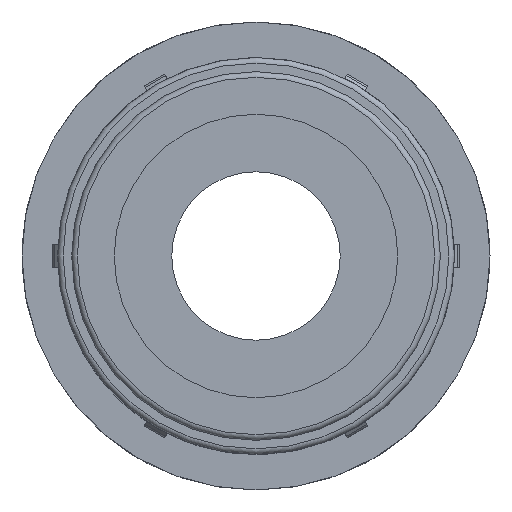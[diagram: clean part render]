
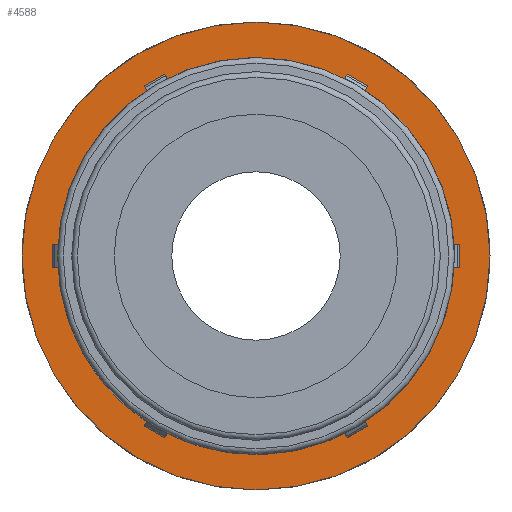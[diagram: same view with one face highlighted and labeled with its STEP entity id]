
A CAD part, left-side view. The second image highlights one B-rep face of the part: STEP entity #4588.
In plain terms, the highlighted planar face has unit normal (-1, 0, 0).
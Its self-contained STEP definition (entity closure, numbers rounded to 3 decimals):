
#49=FACE_BOUND('',#888,.T.);
#292=CIRCLE('',#4948,19.795);
#293=CIRCLE('',#4950,19.795);
#294=CIRCLE('',#4952,19.795);
#295=CIRCLE('',#4954,19.795);
#296=CIRCLE('',#4956,19.795);
#333=CIRCLE('',#5042,25.);
#334=CIRCLE('',#5043,19.795);
#613=FACE_OUTER_BOUND('',#887,.T.);
#887=EDGE_LOOP('',(#4112));
#888=EDGE_LOOP('',(#4113,#4114,#4115,#4116,#4117,#4118,#4119,#4120,#4121,
#4122,#4123,#4124,#4125,#4126,#4127,#4128,#4129,#4130,#4131,#4132,#4133,
#4134,#4135,#4136));
#938=LINE('',#6533,#1292);
#956=LINE('',#6602,#1310);
#968=LINE('',#6636,#1322);
#997=LINE('',#6827,#1351);
#1015=LINE('',#6896,#1369);
#1027=LINE('',#6930,#1381);
#1056=LINE('',#7121,#1410);
#1074=LINE('',#7190,#1428);
#1086=LINE('',#7224,#1440);
#1115=LINE('',#7415,#1469);
#1133=LINE('',#7484,#1487);
#1145=LINE('',#7518,#1499);
#1174=LINE('',#7709,#1528);
#1192=LINE('',#7778,#1546);
#1204=LINE('',#7812,#1558);
#1225=LINE('',#8119,#1579);
#1233=LINE('',#8143,#1587);
#1238=LINE('',#8156,#1592);
#1292=VECTOR('',#5138,0.04);
#1310=VECTOR('',#5186,0.04);
#1322=VECTOR('',#5220,2.5);
#1351=VECTOR('',#5293,0.04);
#1369=VECTOR('',#5341,0.04);
#1381=VECTOR('',#5375,2.5);
#1410=VECTOR('',#5448,0.04);
#1428=VECTOR('',#5496,0.04);
#1440=VECTOR('',#5530,2.5);
#1469=VECTOR('',#5603,0.04);
#1487=VECTOR('',#5651,0.04);
#1499=VECTOR('',#5685,2.5);
#1528=VECTOR('',#5758,0.04);
#1546=VECTOR('',#5806,0.04);
#1558=VECTOR('',#5840,2.5);
#1579=VECTOR('',#6113,2.5);
#1587=VECTOR('',#6133,0.04);
#1592=VECTOR('',#6146,0.04);
#1752=VERTEX_POINT('',#6528);
#1753=VERTEX_POINT('',#6532);
#1780=VERTEX_POINT('',#6599);
#1781=VERTEX_POINT('',#6601);
#1822=VERTEX_POINT('',#6822);
#1823=VERTEX_POINT('',#6826);
#1850=VERTEX_POINT('',#6893);
#1851=VERTEX_POINT('',#6895);
#1892=VERTEX_POINT('',#7116);
#1893=VERTEX_POINT('',#7120);
#1920=VERTEX_POINT('',#7187);
#1921=VERTEX_POINT('',#7189);
#1962=VERTEX_POINT('',#7410);
#1963=VERTEX_POINT('',#7414);
#1990=VERTEX_POINT('',#7481);
#1991=VERTEX_POINT('',#7483);
#2032=VERTEX_POINT('',#7704);
#2033=VERTEX_POINT('',#7708);
#2060=VERTEX_POINT('',#7775);
#2061=VERTEX_POINT('',#7777);
#2094=VERTEX_POINT('',#8067);
#2108=VERTEX_POINT('',#8116);
#2109=VERTEX_POINT('',#8118);
#2123=VERTEX_POINT('',#8155);
#2149=VERTEX_POINT('',#8273);
#2207=EDGE_CURVE('',#1753,#1752,#938,.T.);
#2238=EDGE_CURVE('',#1781,#1780,#956,.T.);
#2252=EDGE_CURVE('',#1780,#1753,#968,.T.);
#2304=EDGE_CURVE('',#1823,#1822,#997,.T.);
#2335=EDGE_CURVE('',#1851,#1850,#1015,.T.);
#2349=EDGE_CURVE('',#1850,#1823,#1027,.T.);
#2401=EDGE_CURVE('',#1893,#1892,#1056,.T.);
#2432=EDGE_CURVE('',#1921,#1920,#1074,.T.);
#2446=EDGE_CURVE('',#1920,#1893,#1086,.T.);
#2498=EDGE_CURVE('',#1963,#1962,#1115,.T.);
#2529=EDGE_CURVE('',#1991,#1990,#1133,.T.);
#2543=EDGE_CURVE('',#1990,#1963,#1145,.T.);
#2595=EDGE_CURVE('',#2033,#2032,#1174,.T.);
#2626=EDGE_CURVE('',#2061,#2060,#1192,.T.);
#2640=EDGE_CURVE('',#2060,#2033,#1204,.T.);
#2728=EDGE_CURVE('',#2094,#2061,#292,.T.);
#2730=EDGE_CURVE('',#2032,#1991,#293,.T.);
#2731=EDGE_CURVE('',#1962,#1921,#294,.T.);
#2732=EDGE_CURVE('',#1892,#1851,#295,.T.);
#2733=EDGE_CURVE('',#1822,#1781,#296,.T.);
#2752=EDGE_CURVE('',#2109,#2108,#1225,.T.);
#2765=EDGE_CURVE('',#2108,#2094,#1233,.T.);
#2771=EDGE_CURVE('',#2123,#2109,#1238,.T.);
#2822=EDGE_CURVE('',#2149,#2149,#333,.T.);
#2823=EDGE_CURVE('',#1752,#2123,#334,.T.);
#4112=ORIENTED_EDGE('',*,*,#2822,.F.);
#4113=ORIENTED_EDGE('',*,*,#2207,.T.);
#4114=ORIENTED_EDGE('',*,*,#2823,.T.);
#4115=ORIENTED_EDGE('',*,*,#2771,.T.);
#4116=ORIENTED_EDGE('',*,*,#2752,.T.);
#4117=ORIENTED_EDGE('',*,*,#2765,.T.);
#4118=ORIENTED_EDGE('',*,*,#2728,.T.);
#4119=ORIENTED_EDGE('',*,*,#2626,.T.);
#4120=ORIENTED_EDGE('',*,*,#2640,.T.);
#4121=ORIENTED_EDGE('',*,*,#2595,.T.);
#4122=ORIENTED_EDGE('',*,*,#2730,.T.);
#4123=ORIENTED_EDGE('',*,*,#2529,.T.);
#4124=ORIENTED_EDGE('',*,*,#2543,.T.);
#4125=ORIENTED_EDGE('',*,*,#2498,.T.);
#4126=ORIENTED_EDGE('',*,*,#2731,.T.);
#4127=ORIENTED_EDGE('',*,*,#2432,.T.);
#4128=ORIENTED_EDGE('',*,*,#2446,.T.);
#4129=ORIENTED_EDGE('',*,*,#2401,.T.);
#4130=ORIENTED_EDGE('',*,*,#2732,.T.);
#4131=ORIENTED_EDGE('',*,*,#2335,.T.);
#4132=ORIENTED_EDGE('',*,*,#2349,.T.);
#4133=ORIENTED_EDGE('',*,*,#2304,.T.);
#4134=ORIENTED_EDGE('',*,*,#2733,.T.);
#4135=ORIENTED_EDGE('',*,*,#2238,.T.);
#4136=ORIENTED_EDGE('',*,*,#2252,.T.);
#4336=PLANE('',#5041);
#4588=ADVANCED_FACE('',(#613,#49),#4336,.T.);
#4948=AXIS2_PLACEMENT_3D('',#8068,#6059,#6060);
#4950=AXIS2_PLACEMENT_3D('',#8073,#6063,#6064);
#4952=AXIS2_PLACEMENT_3D('',#8075,#6067,#6068);
#4954=AXIS2_PLACEMENT_3D('',#8077,#6071,#6072);
#4956=AXIS2_PLACEMENT_3D('',#8079,#6075,#6076);
#5041=AXIS2_PLACEMENT_3D('',#8272,#6296,#6297);
#5042=AXIS2_PLACEMENT_3D('',#8274,#6298,#6299);
#5043=AXIS2_PLACEMENT_3D('',#8275,#6300,#6301);
#5138=DIRECTION('',(0.,-0.5,0.866));
#5186=DIRECTION('',(0.,0.5,-0.866));
#5220=DIRECTION('',(0.,0.866,0.5));
#5293=DIRECTION('',(0.,0.5,0.866));
#5341=DIRECTION('',(0.,-0.5,-0.866));
#5375=DIRECTION('',(0.,0.866,-0.5));
#5448=DIRECTION('',(0.,1.,0.));
#5496=DIRECTION('',(0.,-1.,0.));
#5530=DIRECTION('',(0.,0.,-1.));
#5603=DIRECTION('',(0.,0.5,-0.866));
#5651=DIRECTION('',(0.,-0.5,0.866));
#5685=DIRECTION('',(0.,-0.866,-0.5));
#5758=DIRECTION('',(0.,-0.5,-0.866));
#5806=DIRECTION('',(0.,0.5,0.866));
#5840=DIRECTION('',(0.,-0.866,0.5));
#6059=DIRECTION('center_axis',(1.,0.,0.));
#6060=DIRECTION('ref_axis',(0.,0.,-1.));
#6063=DIRECTION('center_axis',(1.,0.,0.));
#6064=DIRECTION('ref_axis',(0.,0.,-1.));
#6067=DIRECTION('center_axis',(1.,0.,0.));
#6068=DIRECTION('ref_axis',(0.,0.,-1.));
#6071=DIRECTION('center_axis',(1.,0.,0.));
#6072=DIRECTION('ref_axis',(0.,0.,-1.));
#6075=DIRECTION('center_axis',(1.,0.,0.));
#6076=DIRECTION('ref_axis',(0.,0.,-1.));
#6113=DIRECTION('',(0.,0.,1.));
#6133=DIRECTION('',(0.,-1.,0.));
#6146=DIRECTION('',(0.,1.,0.));
#6296=DIRECTION('center_axis',(-1.,0.,0.));
#6297=DIRECTION('ref_axis',(0.,0.,1.));
#6298=DIRECTION('center_axis',(1.,0.,0.));
#6299=DIRECTION('ref_axis',(0.,0.,-1.));
#6300=DIRECTION('center_axis',(1.,0.,0.));
#6301=DIRECTION('ref_axis',(0.,0.,-1.));
#6528=CARTESIAN_POINT('',(20.86,10.96,-16.483));
#6532=CARTESIAN_POINT('',(20.86,10.98,-16.518));
#6533=CARTESIAN_POINT('',(20.86,8.109,-11.546));
#6599=CARTESIAN_POINT('',(20.86,8.815,-17.768));
#6601=CARTESIAN_POINT('',(20.86,8.795,-17.733));
#6602=CARTESIAN_POINT('',(20.86,5.944,-12.796));
#6636=CARTESIAN_POINT('',(20.86,19.272,-11.73));
#6822=CARTESIAN_POINT('',(20.86,-8.795,-17.733));
#6826=CARTESIAN_POINT('',(20.86,-8.815,-17.768));
#6827=CARTESIAN_POINT('',(20.86,0.306,-1.971));
#6893=CARTESIAN_POINT('',(20.86,-10.98,-16.518));
#6895=CARTESIAN_POINT('',(20.86,-10.96,-16.483));
#6896=CARTESIAN_POINT('',(20.86,-1.859,-0.721));
#6930=CARTESIAN_POINT('',(20.86,-0.522,-22.555));
#7116=CARTESIAN_POINT('',(20.86,-19.755,-1.25));
#7120=CARTESIAN_POINT('',(20.86,-19.795,-1.25));
#7121=CARTESIAN_POINT('',(20.86,4.696,-1.25));
#7187=CARTESIAN_POINT('',(20.86,-19.795,1.25));
#7189=CARTESIAN_POINT('',(20.86,-19.755,1.25));
#7190=CARTESIAN_POINT('',(20.86,4.696,1.25));
#7224=CARTESIAN_POINT('',(20.86,-19.795,0.));
#7410=CARTESIAN_POINT('',(20.86,-10.96,16.483));
#7414=CARTESIAN_POINT('',(20.86,-10.98,16.518));
#7415=CARTESIAN_POINT('',(20.86,-1.859,0.721));
#7481=CARTESIAN_POINT('',(20.86,-8.815,17.768));
#7483=CARTESIAN_POINT('',(20.86,-8.795,17.733));
#7484=CARTESIAN_POINT('',(20.86,0.306,1.971));
#7518=CARTESIAN_POINT('',(20.86,-0.522,22.555));
#7704=CARTESIAN_POINT('',(20.86,8.795,17.733));
#7708=CARTESIAN_POINT('',(20.86,8.815,17.768));
#7709=CARTESIAN_POINT('',(20.86,5.944,12.796));
#7775=CARTESIAN_POINT('',(20.86,10.98,16.518));
#7777=CARTESIAN_POINT('',(20.86,10.96,16.483));
#7778=CARTESIAN_POINT('',(20.86,8.109,11.546));
#7812=CARTESIAN_POINT('',(20.86,19.272,11.73));
#8067=CARTESIAN_POINT('',(20.86,19.755,1.25));
#8068=CARTESIAN_POINT('Origin',(20.86,0.,0.));
#8073=CARTESIAN_POINT('Origin',(20.86,0.,0.));
#8075=CARTESIAN_POINT('Origin',(20.86,0.,0.));
#8077=CARTESIAN_POINT('Origin',(20.86,0.,0.));
#8079=CARTESIAN_POINT('Origin',(20.86,0.,0.));
#8116=CARTESIAN_POINT('',(20.86,19.795,1.25));
#8118=CARTESIAN_POINT('',(20.86,19.795,-1.25));
#8119=CARTESIAN_POINT('',(20.86,19.795,0.));
#8143=CARTESIAN_POINT('',(20.86,20.304,1.25));
#8155=CARTESIAN_POINT('',(20.86,19.755,-1.25));
#8156=CARTESIAN_POINT('',(20.86,20.304,-1.25));
#8272=CARTESIAN_POINT('Origin',(20.86,25.,0.));
#8273=CARTESIAN_POINT('',(20.86,25.,0.));
#8274=CARTESIAN_POINT('Origin',(20.86,0.,0.));
#8275=CARTESIAN_POINT('Origin',(20.86,0.,0.));
